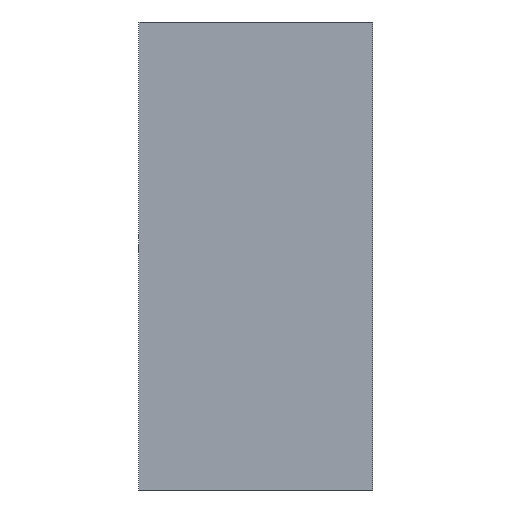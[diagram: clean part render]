
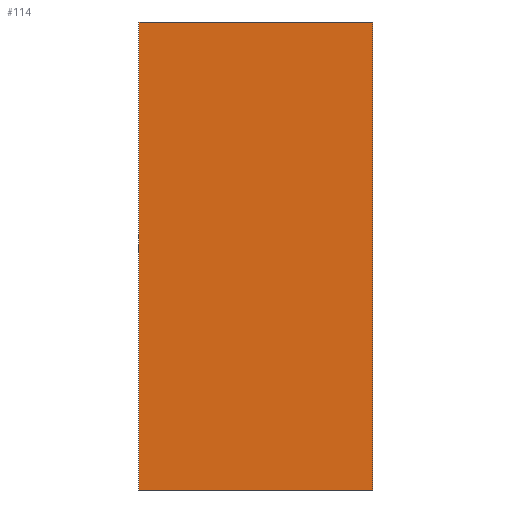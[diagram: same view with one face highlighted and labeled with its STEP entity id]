
A CAD part, left-side view. The second image highlights one B-rep face of the part: STEP entity #114.
In plain terms, the highlighted planar face has unit normal (-1, 0, 0).
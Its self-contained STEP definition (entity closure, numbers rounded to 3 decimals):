
#21 = DIRECTION ( 'NONE',  ( 0., -1., 0. ) ) ;
#22 = VERTEX_POINT ( 'NONE', #200 ) ;
#25 = VECTOR ( 'NONE', #258, 1000. ) ;
#28 = CARTESIAN_POINT ( 'NONE',  ( 0., 0., 0. ) ) ;
#30 = VECTOR ( 'NONE', #174, 1000. ) ;
#65 = ORIENTED_EDGE ( 'NONE', *, *, #230, .T. ) ;
#85 = DIRECTION ( 'NONE',  ( 1., 0., 0. ) ) ;
#90 = ORIENTED_EDGE ( 'NONE', *, *, #238, .F. ) ;
#108 = CARTESIAN_POINT ( 'NONE',  ( 0., 15., -30. ) ) ;
#114 = ADVANCED_FACE ( 'NONE', ( #311 ), #164, .F. ) ;
#117 = VERTEX_POINT ( 'NONE', #211 ) ;
#128 = EDGE_CURVE ( 'NONE', #117, #22, #263, .T. ) ;
#139 = VERTEX_POINT ( 'NONE', #187 ) ;
#164 = PLANE ( 'NONE',  #286 ) ;
#169 = DIRECTION ( 'NONE',  ( 0., -1., 0. ) ) ;
#172 = CARTESIAN_POINT ( 'NONE',  ( 0., 10., -30. ) ) ;
#174 = DIRECTION ( 'NONE',  ( 0., 0., 1. ) ) ;
#178 = EDGE_CURVE ( 'NONE', #304, #139, #308, .T. ) ;
#187 = CARTESIAN_POINT ( 'NONE',  ( 0., 0., 0. ) ) ;
#200 = CARTESIAN_POINT ( 'NONE',  ( 0., 15., 0. ) ) ;
#208 = VECTOR ( 'NONE', #21, 1000. ) ;
#211 = CARTESIAN_POINT ( 'NONE',  ( 0., 15., -30. ) ) ;
#221 = CARTESIAN_POINT ( 'NONE',  ( 0., 10., 0. ) ) ;
#230 = EDGE_CURVE ( 'NONE', #117, #304, #247, .T. ) ;
#238 = EDGE_CURVE ( 'NONE', #22, #139, #242, .T. ) ;
#242 = LINE ( 'NONE', #221, #208 ) ;
#247 = LINE ( 'NONE', #172, #260 ) ;
#258 = DIRECTION ( 'NONE',  ( 0., 0., 1. ) ) ;
#260 = VECTOR ( 'NONE', #169, 1000. ) ;
#263 = LINE ( 'NONE', #108, #25 ) ;
#268 = EDGE_LOOP ( 'NONE', ( #302, #90, #288, #65 ) ) ;
#269 = CARTESIAN_POINT ( 'NONE',  ( 0., 0., -30. ) ) ;
#281 = CARTESIAN_POINT ( 'NONE',  ( 0., 10., 0. ) ) ;
#286 = AXIS2_PLACEMENT_3D ( 'NONE', #281, #85, #305 ) ;
#288 = ORIENTED_EDGE ( 'NONE', *, *, #128, .F. ) ;
#302 = ORIENTED_EDGE ( 'NONE', *, *, #178, .T. ) ;
#304 = VERTEX_POINT ( 'NONE', #269 ) ;
#305 = DIRECTION ( 'NONE',  ( 0., 0., -1. ) ) ;
#308 = LINE ( 'NONE', #28, #30 ) ;
#311 = FACE_OUTER_BOUND ( 'NONE', #268, .T. ) ;
